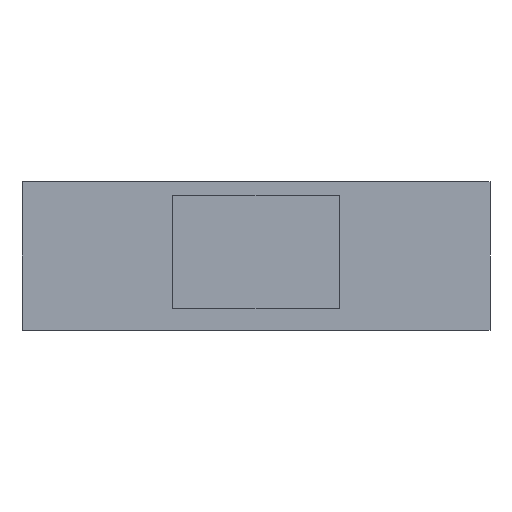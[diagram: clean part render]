
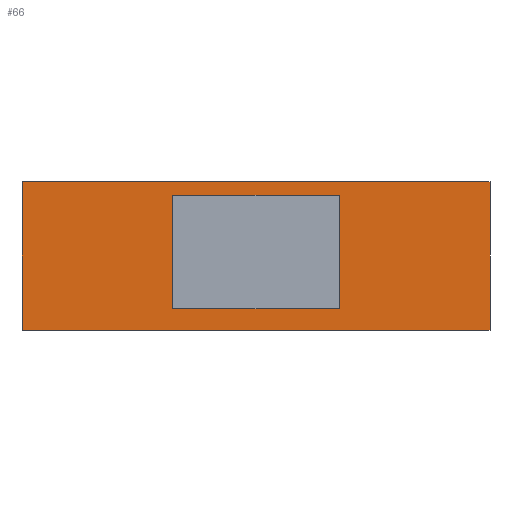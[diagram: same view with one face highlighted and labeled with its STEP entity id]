
A CAD part, front view. The second image highlights one B-rep face of the part: STEP entity #66.
In plain terms, the highlighted planar face has unit normal (0, -1, 0).
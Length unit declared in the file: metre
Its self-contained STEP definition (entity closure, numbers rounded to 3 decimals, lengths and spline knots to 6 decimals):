
#66=ADVANCED_FACE('299:543',(#102,#103),#104,.T.);
#102=FACE_BOUND('',#142,.T.);
#103=FACE_OUTER_BOUND('',#143,.T.);
#104=PLANE('',#144);
#142=EDGE_LOOP('',(#257,#258,#259,#260));
#143=EDGE_LOOP('',(#261,#262,#263,#264));
#144=AXIS2_PLACEMENT_3D('',#265,#266,#267);
#257=ORIENTED_EDGE('',*,*,#312,.F.);
#258=ORIENTED_EDGE('',*,*,#313,.T.);
#259=ORIENTED_EDGE('',*,*,#317,.T.);
#260=ORIENTED_EDGE('',*,*,#307,.T.);
#261=ORIENTED_EDGE('',*,*,#352,.T.);
#262=ORIENTED_EDGE('',*,*,#321,.F.);
#263=ORIENTED_EDGE('',*,*,#353,.F.);
#264=ORIENTED_EDGE('',*,*,#350,.T.);
#265=CARTESIAN_POINT('',(0.02234,-0.126196,-0.0031));
#266=DIRECTION('',(0.0,-1.0,0.0));
#267=DIRECTION('',(0.0,0.0,-1.0));
#307=EDGE_CURVE('299:624',#357,#354,#358,.F.);
#312=EDGE_CURVE('299:591',#364,#354,#366,.T.);
#313=EDGE_CURVE('299:621',#364,#367,#368,.F.);
#317=EDGE_CURVE('299:558',#367,#357,#373,.T.);
#321=EDGE_CURVE('299:636',#379,#374,#381,.F.);
#350=EDGE_CURVE('299:723',#429,#427,#430,.T.);
#352=EDGE_CURVE('299:729',#427,#374,#432,.T.);
#353=EDGE_CURVE('299:732',#429,#379,#433,.T.);
#354=VERTEX_POINT('',#434);
#357=VERTEX_POINT('',#438);
#358=LINE('',#439,#440);
#364=VERTEX_POINT('',#449);
#366=LINE('',#452,#453);
#367=VERTEX_POINT('',#454);
#368=LINE('',#455,#456);
#373=LINE('',#464,#465);
#374=VERTEX_POINT('',#466);
#379=VERTEX_POINT('',#473);
#381=LINE('',#476,#477);
#427=VERTEX_POINT('',#550);
#429=VERTEX_POINT('',#553);
#430=LINE('',#554,#555);
#432=LINE('',#558,#559);
#433=LINE('',#560,#561);
#434=CARTESIAN_POINT('',(0.020699,-0.126196,-0.00044));
#438=CARTESIAN_POINT('',(0.020699,-0.126196,-0.00268));
#439=CARTESIAN_POINT('',(0.020699,-0.126196,-0.001453));
#440=VECTOR('',#563,1.0);
#449=CARTESIAN_POINT('',(0.023981,-0.126196,-0.00044));
#452=CARTESIAN_POINT('',(0.023262,-0.126196,-0.00044));
#453=VECTOR('',#568,1.0);
#454=CARTESIAN_POINT('',(0.023981,-0.126196,-0.00268));
#455=CARTESIAN_POINT('',(0.023981,-0.126196,-0.001453));
#456=VECTOR('',#569,1.0);
#464=CARTESIAN_POINT('',(0.023262,-0.126196,-0.00268));
#465=VECTOR('',#573,1.0);
#466=CARTESIAN_POINT('',(0.017718,-0.126196,-0.00017));
#473=CARTESIAN_POINT('',(0.017718,-0.126196,-0.0031));
#476=CARTESIAN_POINT('',(0.017718,-0.126196,-0.00162));
#477=VECTOR('',#577,1.0);
#550=CARTESIAN_POINT('',(0.026961,-0.126196,-0.00017));
#553=CARTESIAN_POINT('',(0.026961,-0.126196,-0.0031));
#554=CARTESIAN_POINT('',(0.026961,-0.126196,-0.00162));
#555=VECTOR('',#606,1.0);
#558=CARTESIAN_POINT('',(0.023262,-0.126196,-0.00017));
#559=VECTOR('',#608,1.0);
#560=CARTESIAN_POINT('',(0.023262,-0.126196,-0.0031));
#561=VECTOR('',#609,1.0);
#563=DIRECTION('',(-0.0,-0.0,-1.0));
#568=DIRECTION('',(-1.0,0.0,0.0));
#569=DIRECTION('',(0.0,0.0,1.0));
#573=DIRECTION('',(-1.0,0.0,0.0));
#577=DIRECTION('',(-0.0,-0.0,-1.0));
#606=DIRECTION('',(0.0,0.0,1.0));
#608=DIRECTION('',(-1.0,0.0,0.0));
#609=DIRECTION('',(-1.0,0.0,0.0));
